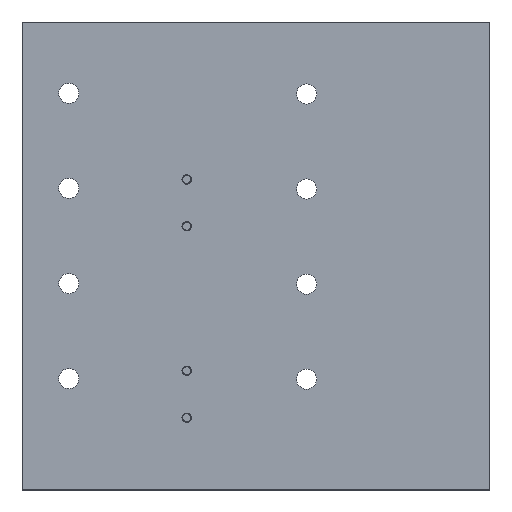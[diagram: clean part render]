
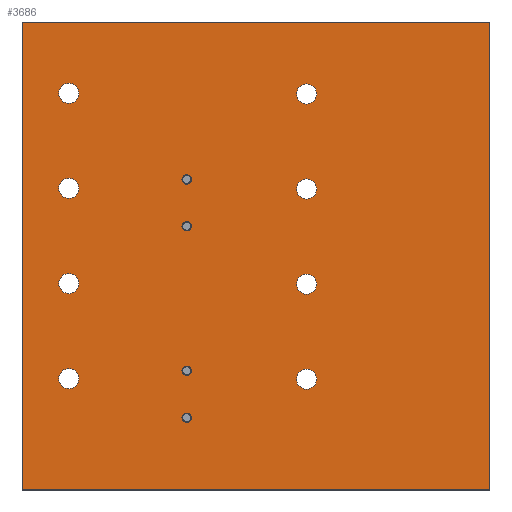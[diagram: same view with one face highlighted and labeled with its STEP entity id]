
A CAD part, top view. The second image highlights one B-rep face of the part: STEP entity #3686.
In plain terms, the highlighted planar face has unit normal (0, 0, 1).
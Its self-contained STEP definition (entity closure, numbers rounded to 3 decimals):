
#3442 = VERTEX_POINT('',#3443);
#3443 = CARTESIAN_POINT('',(50.,-50.,1.6));
#3449 = EDGE_CURVE('',#3442,#3450,#3452,.T.);
#3450 = VERTEX_POINT('',#3451);
#3451 = CARTESIAN_POINT('',(-50.,-50.,1.6));
#3452 = LINE('',#3453,#3454);
#3453 = CARTESIAN_POINT('',(50.,-50.,1.6));
#3454 = VECTOR('',#3455,1.);
#3455 = DIRECTION('',(-1.,0.,0.));
#3482 = VERTEX_POINT('',#3483);
#3483 = CARTESIAN_POINT('',(50.,50.,1.6));
#3489 = EDGE_CURVE('',#3482,#3442,#3490,.T.);
#3490 = LINE('',#3491,#3492);
#3491 = CARTESIAN_POINT('',(50.,50.,1.6));
#3492 = VECTOR('',#3493,1.);
#3493 = DIRECTION('',(0.,-1.,0.));
#3511 = EDGE_CURVE('',#3450,#3512,#3514,.T.);
#3512 = VERTEX_POINT('',#3513);
#3513 = CARTESIAN_POINT('',(-50.,50.,1.6));
#3514 = LINE('',#3515,#3516);
#3515 = CARTESIAN_POINT('',(-50.,-50.,1.6));
#3516 = VECTOR('',#3517,1.);
#3517 = DIRECTION('',(0.,1.,0.));
#3686 = ADVANCED_FACE('',(#3687,#3698,#3709,#3720,#3731,#3742,#3753,
    #3764,#3775,#3786,#3797,#3808,#3819),#3830,.T.);
#3687 = FACE_BOUND('',#3688,.T.);
#3688 = EDGE_LOOP('',(#3689,#3690,#3691,#3697));
#3689 = ORIENTED_EDGE('',*,*,#3449,.F.);
#3690 = ORIENTED_EDGE('',*,*,#3489,.F.);
#3691 = ORIENTED_EDGE('',*,*,#3692,.F.);
#3692 = EDGE_CURVE('',#3512,#3482,#3693,.T.);
#3693 = LINE('',#3694,#3695);
#3694 = CARTESIAN_POINT('',(-50.,50.,1.6));
#3695 = VECTOR('',#3696,1.);
#3696 = DIRECTION('',(1.,0.,0.));
#3697 = ORIENTED_EDGE('',*,*,#3511,.F.);
#3698 = FACE_BOUND('',#3699,.T.);
#3699 = EDGE_LOOP('',(#3700));
#3700 = ORIENTED_EDGE('',*,*,#3701,.T.);
#3701 = EDGE_CURVE('',#3702,#3702,#3704,.T.);
#3702 = VERTEX_POINT('',#3703);
#3703 = CARTESIAN_POINT('',(-40.,-28.35,1.6));
#3704 = CIRCLE('',#3705,2.15);
#3705 = AXIS2_PLACEMENT_3D('',#3706,#3707,#3708);
#3706 = CARTESIAN_POINT('',(-40.,-26.2,1.6));
#3707 = DIRECTION('',(-0.,0.,-1.));
#3708 = DIRECTION('',(-0.,-1.,0.));
#3709 = FACE_BOUND('',#3710,.T.);
#3710 = EDGE_LOOP('',(#3711));
#3711 = ORIENTED_EDGE('',*,*,#3712,.T.);
#3712 = EDGE_CURVE('',#3713,#3713,#3715,.T.);
#3713 = VERTEX_POINT('',#3714);
#3714 = CARTESIAN_POINT('',(-14.816,-35.554,1.6));
#3715 = CIRCLE('',#3716,1.);
#3716 = AXIS2_PLACEMENT_3D('',#3717,#3718,#3719);
#3717 = CARTESIAN_POINT('',(-14.816,-34.554,1.6));
#3718 = DIRECTION('',(-0.,0.,-1.));
#3719 = DIRECTION('',(-0.,-1.,0.));
#3720 = FACE_BOUND('',#3721,.T.);
#3721 = EDGE_LOOP('',(#3722));
#3722 = ORIENTED_EDGE('',*,*,#3723,.T.);
#3723 = EDGE_CURVE('',#3724,#3724,#3726,.T.);
#3724 = VERTEX_POINT('',#3725);
#3725 = CARTESIAN_POINT('',(-14.816,-25.554,1.6));
#3726 = CIRCLE('',#3727,1.);
#3727 = AXIS2_PLACEMENT_3D('',#3728,#3729,#3730);
#3728 = CARTESIAN_POINT('',(-14.816,-24.554,1.6));
#3729 = DIRECTION('',(-0.,0.,-1.));
#3730 = DIRECTION('',(-0.,-1.,0.));
#3731 = FACE_BOUND('',#3732,.T.);
#3732 = EDGE_LOOP('',(#3733));
#3733 = ORIENTED_EDGE('',*,*,#3734,.T.);
#3734 = EDGE_CURVE('',#3735,#3735,#3737,.T.);
#3735 = VERTEX_POINT('',#3736);
#3736 = CARTESIAN_POINT('',(-40.,-8.03,1.6));
#3737 = CIRCLE('',#3738,2.15);
#3738 = AXIS2_PLACEMENT_3D('',#3739,#3740,#3741);
#3739 = CARTESIAN_POINT('',(-40.,-5.88,1.6));
#3740 = DIRECTION('',(-0.,0.,-1.));
#3741 = DIRECTION('',(-0.,-1.,0.));
#3742 = FACE_BOUND('',#3743,.T.);
#3743 = EDGE_LOOP('',(#3744));
#3744 = ORIENTED_EDGE('',*,*,#3745,.T.);
#3745 = EDGE_CURVE('',#3746,#3746,#3748,.T.);
#3746 = VERTEX_POINT('',#3747);
#3747 = CARTESIAN_POINT('',(10.8,-28.482,1.6));
#3748 = CIRCLE('',#3749,2.15);
#3749 = AXIS2_PLACEMENT_3D('',#3750,#3751,#3752);
#3750 = CARTESIAN_POINT('',(10.8,-26.332,1.6));
#3751 = DIRECTION('',(-0.,0.,-1.));
#3752 = DIRECTION('',(-0.,-1.,0.));
#3753 = FACE_BOUND('',#3754,.T.);
#3754 = EDGE_LOOP('',(#3755));
#3755 = ORIENTED_EDGE('',*,*,#3756,.T.);
#3756 = EDGE_CURVE('',#3757,#3757,#3759,.T.);
#3757 = VERTEX_POINT('',#3758);
#3758 = CARTESIAN_POINT('',(10.8,-8.162,1.6));
#3759 = CIRCLE('',#3760,2.15);
#3760 = AXIS2_PLACEMENT_3D('',#3761,#3762,#3763);
#3761 = CARTESIAN_POINT('',(10.8,-6.012,1.6));
#3762 = DIRECTION('',(-0.,0.,-1.));
#3763 = DIRECTION('',(-0.,-1.,0.));
#3764 = FACE_BOUND('',#3765,.T.);
#3765 = EDGE_LOOP('',(#3766));
#3766 = ORIENTED_EDGE('',*,*,#3767,.T.);
#3767 = EDGE_CURVE('',#3768,#3768,#3770,.T.);
#3768 = VERTEX_POINT('',#3769);
#3769 = CARTESIAN_POINT('',(-40.,12.29,1.6));
#3770 = CIRCLE('',#3771,2.15);
#3771 = AXIS2_PLACEMENT_3D('',#3772,#3773,#3774);
#3772 = CARTESIAN_POINT('',(-40.,14.44,1.6));
#3773 = DIRECTION('',(-0.,0.,-1.));
#3774 = DIRECTION('',(-0.,-1.,0.));
#3775 = FACE_BOUND('',#3776,.T.);
#3776 = EDGE_LOOP('',(#3777));
#3777 = ORIENTED_EDGE('',*,*,#3778,.T.);
#3778 = EDGE_CURVE('',#3779,#3779,#3781,.T.);
#3779 = VERTEX_POINT('',#3780);
#3780 = CARTESIAN_POINT('',(-14.816,5.365,1.6));
#3781 = CIRCLE('',#3782,1.);
#3782 = AXIS2_PLACEMENT_3D('',#3783,#3784,#3785);
#3783 = CARTESIAN_POINT('',(-14.816,6.365,1.6));
#3784 = DIRECTION('',(-0.,0.,-1.));
#3785 = DIRECTION('',(-0.,-1.,0.));
#3786 = FACE_BOUND('',#3787,.T.);
#3787 = EDGE_LOOP('',(#3788));
#3788 = ORIENTED_EDGE('',*,*,#3789,.T.);
#3789 = EDGE_CURVE('',#3790,#3790,#3792,.T.);
#3790 = VERTEX_POINT('',#3791);
#3791 = CARTESIAN_POINT('',(-14.816,15.365,1.6));
#3792 = CIRCLE('',#3793,1.);
#3793 = AXIS2_PLACEMENT_3D('',#3794,#3795,#3796);
#3794 = CARTESIAN_POINT('',(-14.816,16.365,1.6));
#3795 = DIRECTION('',(-0.,0.,-1.));
#3796 = DIRECTION('',(-0.,-1.,0.));
#3797 = FACE_BOUND('',#3798,.T.);
#3798 = EDGE_LOOP('',(#3799));
#3799 = ORIENTED_EDGE('',*,*,#3800,.T.);
#3800 = EDGE_CURVE('',#3801,#3801,#3803,.T.);
#3801 = VERTEX_POINT('',#3802);
#3802 = CARTESIAN_POINT('',(-40.,32.61,1.6));
#3803 = CIRCLE('',#3804,2.15);
#3804 = AXIS2_PLACEMENT_3D('',#3805,#3806,#3807);
#3805 = CARTESIAN_POINT('',(-40.,34.76,1.6));
#3806 = DIRECTION('',(-0.,0.,-1.));
#3807 = DIRECTION('',(-0.,-1.,0.));
#3808 = FACE_BOUND('',#3809,.T.);
#3809 = EDGE_LOOP('',(#3810));
#3810 = ORIENTED_EDGE('',*,*,#3811,.T.);
#3811 = EDGE_CURVE('',#3812,#3812,#3814,.T.);
#3812 = VERTEX_POINT('',#3813);
#3813 = CARTESIAN_POINT('',(10.8,12.158,1.6));
#3814 = CIRCLE('',#3815,2.15);
#3815 = AXIS2_PLACEMENT_3D('',#3816,#3817,#3818);
#3816 = CARTESIAN_POINT('',(10.8,14.308,1.6));
#3817 = DIRECTION('',(-0.,0.,-1.));
#3818 = DIRECTION('',(-0.,-1.,0.));
#3819 = FACE_BOUND('',#3820,.T.);
#3820 = EDGE_LOOP('',(#3821));
#3821 = ORIENTED_EDGE('',*,*,#3822,.T.);
#3822 = EDGE_CURVE('',#3823,#3823,#3825,.T.);
#3823 = VERTEX_POINT('',#3824);
#3824 = CARTESIAN_POINT('',(10.8,32.478,1.6));
#3825 = CIRCLE('',#3826,2.15);
#3826 = AXIS2_PLACEMENT_3D('',#3827,#3828,#3829);
#3827 = CARTESIAN_POINT('',(10.8,34.628,1.6));
#3828 = DIRECTION('',(-0.,0.,-1.));
#3829 = DIRECTION('',(-0.,-1.,0.));
#3830 = PLANE('',#3831);
#3831 = AXIS2_PLACEMENT_3D('',#3832,#3833,#3834);
#3832 = CARTESIAN_POINT('',(0.,0.,1.6));
#3833 = DIRECTION('',(0.,0.,1.));
#3834 = DIRECTION('',(1.,0.,-0.));
